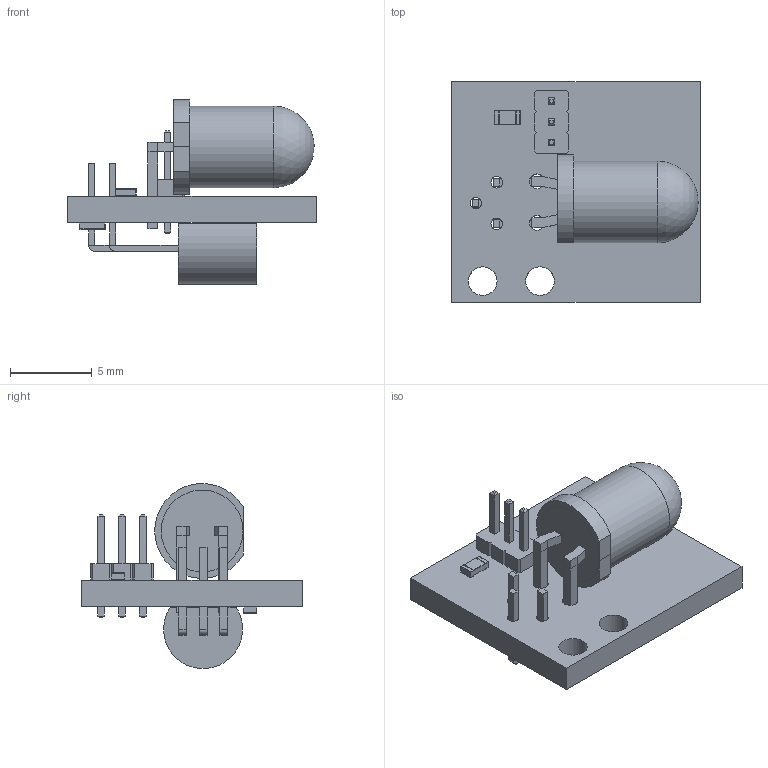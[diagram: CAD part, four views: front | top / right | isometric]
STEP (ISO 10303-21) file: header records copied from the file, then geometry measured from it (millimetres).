
FILE_DESCRIPTION(('FreeCAD Model'),'2;1');
FILE_NAME('full_sensor_board.step','2018-03-14T20:39:24',(''),(''), 'Open CASCADE STEP processor 6.8','FreeCAD','Unknown');
FILE_SCHEMA(('AUTOMOTIVE_DESIGN_CC2 { 1 2 10303 214 -1 1 5 4 }'));
Length unit declared in the file: millimetre
Products named in the file (1): Pcb_sp
Bounding box: 15.2 x 13.5 x 11.31 mm (x, y, z)
Volume: 568 mm3; surface area: 927.8 mm2
Topology: 3 solids, 3 shells, 212 faces, 518 edges, 326 vertices
Faces by surface type: plane 178, cylinder 33, sphere 1
Full cylindrical faces by diameter (mm): 0.65 x3, 0.7 x3, 0.9 x2, 1.75 x2, 5 x1
Entity records: 7658 total; most frequent: CARTESIAN_POINT 1058, ORIENTED_EDGE 1034, DIRECTION 1015, EDGE_CURVE 517, LINE 445, VECTOR 445, VERTEX_POINT 328, AXIS2_PLACEMENT_3D 285
